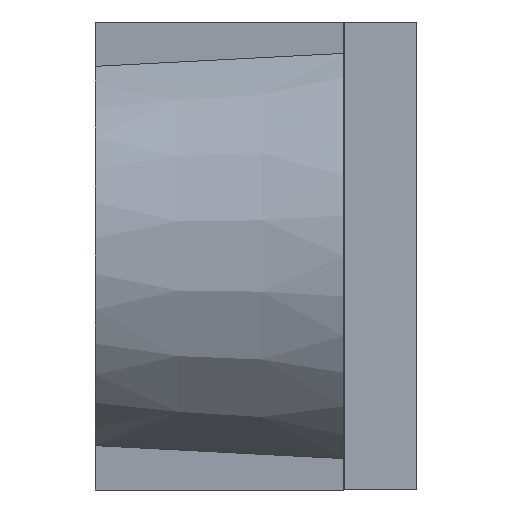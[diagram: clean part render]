
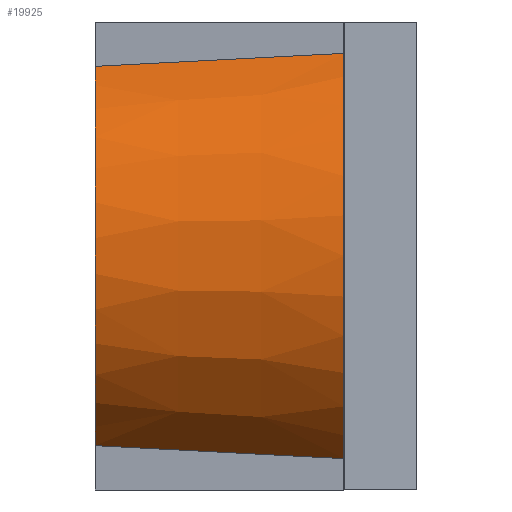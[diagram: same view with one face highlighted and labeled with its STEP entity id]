
A CAD part, left-side view. The second image highlights one B-rep face of the part: STEP entity #19925.
In plain terms, the highlighted conical face has half-angle 5 degrees and reference radius 0.726 mm.
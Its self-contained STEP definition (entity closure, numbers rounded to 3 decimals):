
#6374 = VERTEX_POINT ( 'NONE', #9355 ) ;
#6375 = VERTEX_POINT ( 'NONE', #9352 ) ;
#9352 = CARTESIAN_POINT ( 'NONE',  ( -0.4, 0.125, 0.693 ) ) ;
#9355 = CARTESIAN_POINT ( 'NONE',  ( -0.4, 0.125, -0.693 ) ) ;
#12201 = DIRECTION ( 'NONE',  ( 0., 0., -1. ) ) ;
#12202 = DIRECTION ( 'NONE',  ( 0., -1., 0. ) ) ;
#12203 = CARTESIAN_POINT ( 'NONE',  ( 0., 0.975, 0. ) ) ;
#12204 = AXIS2_PLACEMENT_3D ( 'NONE', #12203, #12202, #12201 ) ;
#12205 = CIRCLE ( 'NONE', #12204, 0.726 ) ;
#12266 = FACE_OUTER_BOUND ( 'NONE', #19926, .T. ) ;
#12304 = CARTESIAN_POINT ( 'NONE',  ( -0.326, 0.975, 0.648 ) ) ;
#12305 = CARTESIAN_POINT ( 'NONE',  ( -0.35, 0.692, 0.664 ) ) ;
#12306 = CARTESIAN_POINT ( 'NONE',  ( -0.375, 0.408, 0.679 ) ) ;
#12307 = CARTESIAN_POINT ( 'NONE',  ( -0.4, 0.125, 0.693 ) ) ;
#12308 = CARTESIAN_POINT ( 'NONE',  ( -0.326, 0.975, 0.648 ) ) ;
#12309 = B_SPLINE_CURVE_WITH_KNOTS ( 'NONE', 3,
 ( #12307, #12306, #12305, #12304 ),
 .UNSPECIFIED., .F., .F.,
 ( 4, 4 ),
 ( 0., 0.001 ),
 .UNSPECIFIED. ) ;
#12311 = CARTESIAN_POINT ( 'NONE',  ( -0.326, 0.975, -0.648 ) ) ;
#12312 = CARTESIAN_POINT ( 'NONE',  ( -0.35, 0.692, -0.664 ) ) ;
#12313 = CARTESIAN_POINT ( 'NONE',  ( -0.375, 0.408, -0.679 ) ) ;
#12314 = CARTESIAN_POINT ( 'NONE',  ( -0.4, 0.125, -0.693 ) ) ;
#12315 = CARTESIAN_POINT ( 'NONE',  ( -0.326, 0.975, -0.648 ) ) ;
#12316 = B_SPLINE_CURVE_WITH_KNOTS ( 'NONE', 3,
 ( #12314, #12313, #12312, #12311 ),
 .UNSPECIFIED., .F., .F.,
 ( 4, 4 ),
 ( 0., 0.001 ),
 .UNSPECIFIED. ) ;
#12317 = DIRECTION ( 'NONE',  ( 0., 0., -1. ) ) ;
#12318 = DIRECTION ( 'NONE',  ( 0., -1., 0. ) ) ;
#12319 = AXIS2_PLACEMENT_3D ( 'NONE', #12321, #12318, #12317 ) ;
#12320 = CONICAL_SURFACE ( 'NONE', #12319, 0.726, 0.087 ) ;
#12321 = CARTESIAN_POINT ( 'NONE',  ( 0., 0.975, 0. ) ) ;
#12327 = DIRECTION ( 'NONE',  ( -1., 0., 0. ) ) ;
#12328 = DIRECTION ( 'NONE',  ( 0., -1., 0. ) ) ;
#12329 = AXIS2_PLACEMENT_3D ( 'NONE', #12335, #12328, #12327 ) ;
#12330 = CIRCLE ( 'NONE', #12329, 0.8 ) ;
#12335 = CARTESIAN_POINT ( 'NONE',  ( 0., 0.125, 0. ) ) ;
#19907 = EDGE_CURVE ( 'NONE', #19933, #19929, #12205, .T. ) ;
#19925 = ADVANCED_FACE ( 'NONE', ( #12266 ), #12320, .T. ) ;
#19926 = EDGE_LOOP ( 'NONE', ( #19927, #19930, #19931, #19934 ) ) ;
#19927 = ORIENTED_EDGE ( 'NONE', *, *, #19928, .F. ) ;
#19928 = EDGE_CURVE ( 'NONE', #6374, #19929, #12316, .T. ) ;
#19929 = VERTEX_POINT ( 'NONE', #12315 ) ;
#19930 = ORIENTED_EDGE ( 'NONE', *, *, #19939, .F. ) ;
#19931 = ORIENTED_EDGE ( 'NONE', *, *, #19932, .T. ) ;
#19932 = EDGE_CURVE ( 'NONE', #6375, #19933, #12309, .T. ) ;
#19933 = VERTEX_POINT ( 'NONE', #12308 ) ;
#19934 = ORIENTED_EDGE ( 'NONE', *, *, #19907, .T. ) ;
#19939 = EDGE_CURVE ( 'NONE', #6375, #6374, #12330, .T. ) ;
